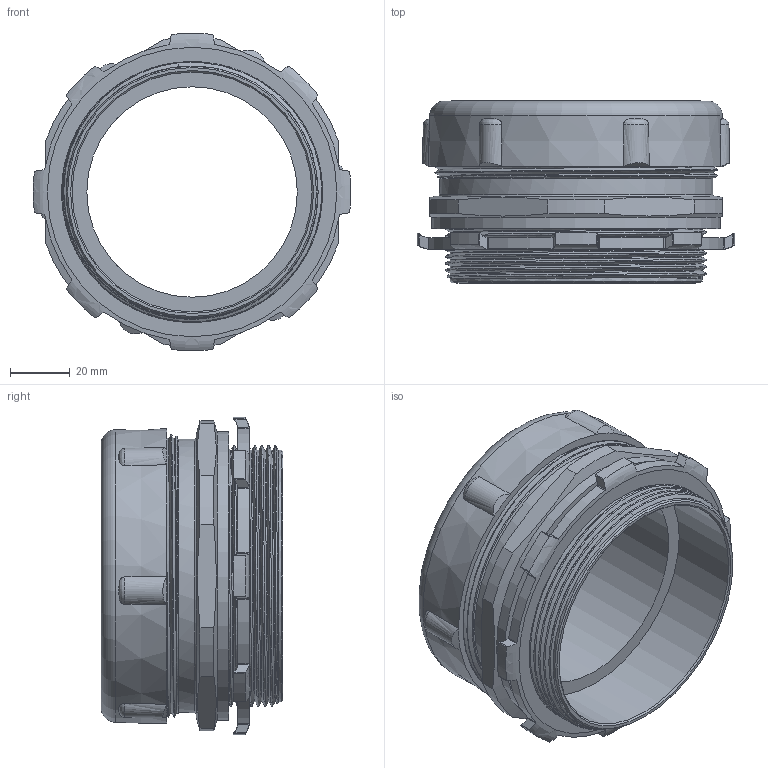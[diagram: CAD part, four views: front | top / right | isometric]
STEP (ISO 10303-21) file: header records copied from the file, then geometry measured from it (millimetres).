
FILE_DESCRIPTION(/* description */ (''),/* implementation_level */ '2;1');
FILE_NAME(/* name */ '',/* time_stamp */ '2025-06-23T11:54:30+07:00',/* author */ ('zeta-82'),/* organization */ (''),/* preprocessor_version */ 'ST-DEVELOPER v19.2',/* originating_system */ 'Autodesk Inventor 2024',/* authorisation */ '');
FILE_SCHEMA (('AUTOMOTIVE_DESIGN { 1 0 10303 214 3 1 1 }'));
Length unit declared in the file: millimetre
Products named in the file (1): ЗЭТА.105.311.000-13 РКн-
75
Bounding box: 106.55 x 61 x 106.5 mm (x, y, z)
Volume: 122932.8 mm3; surface area: 70555 mm2
Topology: 7 solids, 7 shells, 258 faces, 687 edges, 452 vertices
Faces by surface type: plane 94, cylinder 76, bspline 58, cone 16, torus 14
Full cylindrical faces by diameter (mm): 70.6 x1, 73 x1, 80.49 x1, 84 x1, 84.49 x9, 86 x1, 86.8 x1, 87 x1, 91.69 x1, 96.8 x1
Entity records: 13614 total; most frequent: CARTESIAN_POINT 7368, ORIENTED_EDGE 1374, DIRECTION 1000, EDGE_CURVE 687, VERTEX_POINT 457, AXIS2_PLACEMENT_3D 357, LINE 286, VECTOR 286
